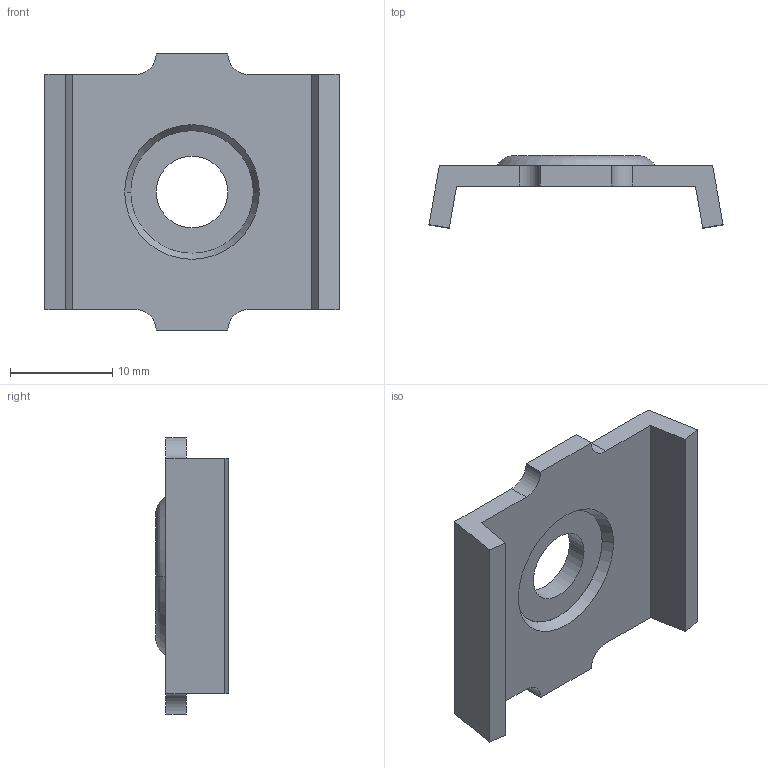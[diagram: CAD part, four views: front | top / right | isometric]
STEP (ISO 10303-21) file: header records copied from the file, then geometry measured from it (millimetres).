
FILE_DESCRIPTION((''),'2;1');
FILE_NAME('6016674','2013-10-16T',('AndreasKeweloh'),(''),'PRO/ENGINEER BY PARAMETRIC TECHNOLOGY CORPORATION, 2012360','PRO/ENGINEER BY PARAMETRIC TECHNOLOGY CORPORATION, 2012360','');
FILE_SCHEMA(('CONFIG_CONTROL_DESIGN'));
Length unit declared in the file: millimetre
Products named in the file (1): 6016674
Bounding box: 28.74 x 7.11 x 27 mm (x, y, z)
Volume: 1635.6 mm3; surface area: 1942.9 mm2
Topology: 1 solids, 1 shells, 118 faces, 323 edges, 215 vertices
Faces by surface type: plane 86, extrusion 15, cylinder 11, torus 4, cone 2
Entity records: 4021 total; most frequent: CARTESIAN_POINT 999, ORIENTED_EDGE 646, DIRECTION 551, EDGE_CURVE 323, VECTOR 271, LINE 256, VERTEX_POINT 215, AXIS2_PLACEMENT_3D 140
